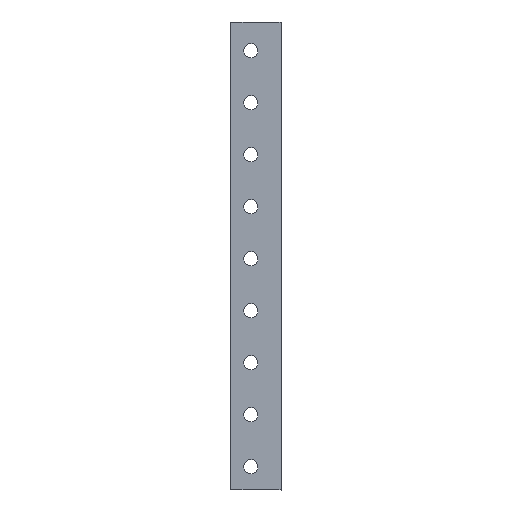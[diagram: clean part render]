
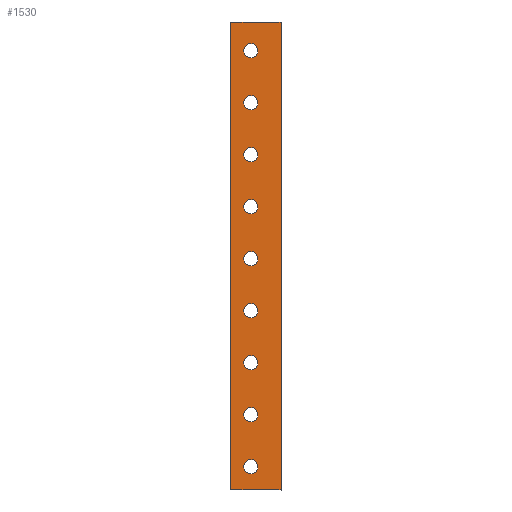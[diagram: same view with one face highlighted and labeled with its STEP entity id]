
A CAD part, left-side view. The second image highlights one B-rep face of the part: STEP entity #1530.
In plain terms, the highlighted planar face has unit normal (-1, 0, 0).
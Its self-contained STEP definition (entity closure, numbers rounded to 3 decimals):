
#59=FACE_BOUND('',#259,.T.);
#60=FACE_BOUND('',#260,.T.);
#61=FACE_BOUND('',#261,.T.);
#62=FACE_BOUND('',#262,.T.);
#63=FACE_BOUND('',#263,.T.);
#64=FACE_BOUND('',#264,.T.);
#65=FACE_BOUND('',#265,.T.);
#66=FACE_BOUND('',#266,.T.);
#67=FACE_BOUND('',#267,.T.);
#122=CIRCLE('',#1644,4.1);
#123=CIRCLE('',#1645,4.1);
#124=CIRCLE('',#1646,4.1);
#125=CIRCLE('',#1647,4.1);
#126=CIRCLE('',#1648,4.1);
#127=CIRCLE('',#1649,4.1);
#128=CIRCLE('',#1650,4.1);
#129=CIRCLE('',#1651,4.1);
#130=CIRCLE('',#1652,4.1);
#177=FACE_OUTER_BOUND('',#258,.T.);
#258=EDGE_LOOP('',(#1044,#1045,#1046,#1047,#1048,#1049));
#259=EDGE_LOOP('',(#1050));
#260=EDGE_LOOP('',(#1051));
#261=EDGE_LOOP('',(#1052));
#262=EDGE_LOOP('',(#1053));
#263=EDGE_LOOP('',(#1054));
#264=EDGE_LOOP('',(#1055));
#265=EDGE_LOOP('',(#1056));
#266=EDGE_LOOP('',(#1057));
#267=EDGE_LOOP('',(#1058));
#381=LINE('',#2213,#519);
#400=LINE('',#2288,#538);
#401=LINE('',#2290,#539);
#402=LINE('',#2292,#540);
#403=LINE('',#2294,#541);
#404=LINE('',#2295,#542);
#519=VECTOR('',#1779,10.);
#538=VECTOR('',#1836,10.);
#539=VECTOR('',#1837,10.);
#540=VECTOR('',#1838,10.);
#541=VECTOR('',#1839,10.);
#542=VECTOR('',#1840,10.);
#651=VERTEX_POINT('',#2199);
#657=VERTEX_POINT('',#2211);
#694=VERTEX_POINT('',#2287);
#695=VERTEX_POINT('',#2289);
#696=VERTEX_POINT('',#2291);
#697=VERTEX_POINT('',#2293);
#698=VERTEX_POINT('',#2296);
#699=VERTEX_POINT('',#2298);
#700=VERTEX_POINT('',#2300);
#701=VERTEX_POINT('',#2302);
#702=VERTEX_POINT('',#2304);
#703=VERTEX_POINT('',#2306);
#704=VERTEX_POINT('',#2308);
#705=VERTEX_POINT('',#2310);
#706=VERTEX_POINT('',#2312);
#797=EDGE_CURVE('',#651,#657,#381,.T.);
#834=EDGE_CURVE('',#694,#657,#400,.T.);
#835=EDGE_CURVE('',#694,#695,#401,.T.);
#836=EDGE_CURVE('',#695,#696,#402,.T.);
#837=EDGE_CURVE('',#696,#697,#403,.T.);
#838=EDGE_CURVE('',#697,#651,#404,.T.);
#839=EDGE_CURVE('',#698,#698,#122,.T.);
#840=EDGE_CURVE('',#699,#699,#123,.T.);
#841=EDGE_CURVE('',#700,#700,#124,.T.);
#842=EDGE_CURVE('',#701,#701,#125,.T.);
#843=EDGE_CURVE('',#702,#702,#126,.T.);
#844=EDGE_CURVE('',#703,#703,#127,.T.);
#845=EDGE_CURVE('',#704,#704,#128,.T.);
#846=EDGE_CURVE('',#705,#705,#129,.T.);
#847=EDGE_CURVE('',#706,#706,#130,.T.);
#1044=ORIENTED_EDGE('',*,*,#797,.T.);
#1045=ORIENTED_EDGE('',*,*,#834,.F.);
#1046=ORIENTED_EDGE('',*,*,#835,.T.);
#1047=ORIENTED_EDGE('',*,*,#836,.T.);
#1048=ORIENTED_EDGE('',*,*,#837,.T.);
#1049=ORIENTED_EDGE('',*,*,#838,.T.);
#1050=ORIENTED_EDGE('',*,*,#839,.T.);
#1051=ORIENTED_EDGE('',*,*,#840,.T.);
#1052=ORIENTED_EDGE('',*,*,#841,.T.);
#1053=ORIENTED_EDGE('',*,*,#842,.T.);
#1054=ORIENTED_EDGE('',*,*,#843,.T.);
#1055=ORIENTED_EDGE('',*,*,#844,.T.);
#1056=ORIENTED_EDGE('',*,*,#845,.T.);
#1057=ORIENTED_EDGE('',*,*,#846,.T.);
#1058=ORIENTED_EDGE('',*,*,#847,.T.);
#1421=PLANE('',#1643);
#1530=ADVANCED_FACE('',(#177,#59,#60,#61,#62,#63,#64,#65,#66,#67),#1421,
 .F.);
#1643=AXIS2_PLACEMENT_3D('',#2286,#1834,#1835);
#1644=AXIS2_PLACEMENT_3D('',#2297,#1841,#1842);
#1645=AXIS2_PLACEMENT_3D('',#2299,#1843,#1844);
#1646=AXIS2_PLACEMENT_3D('',#2301,#1845,#1846);
#1647=AXIS2_PLACEMENT_3D('',#2303,#1847,#1848);
#1648=AXIS2_PLACEMENT_3D('',#2305,#1849,#1850);
#1649=AXIS2_PLACEMENT_3D('',#2307,#1851,#1852);
#1650=AXIS2_PLACEMENT_3D('',#2309,#1853,#1854);
#1651=AXIS2_PLACEMENT_3D('',#2311,#1855,#1856);
#1652=AXIS2_PLACEMENT_3D('',#2313,#1857,#1858);
#1779=DIRECTION('',(0.,0.,1.));
#1834=DIRECTION('center_axis',(1.,0.,0.));
#1835=DIRECTION('ref_axis',(0.,0.,
1.));
#1836=DIRECTION('',(0.,-1.,0.));
#1837=DIRECTION('',(0.,1.,0.));
#1838=DIRECTION('',(0.,0.,-1.));
#1839=DIRECTION('',(0.,-1.,0.));
#1840=DIRECTION('',(0.,-1.,0.));
#1841=DIRECTION('center_axis',(1.,0.,0.));
#1842=DIRECTION('ref_axis',(0.,1.,0.));
#1843=DIRECTION('center_axis',(1.,0.,0.));
#1844=DIRECTION('ref_axis',(0.,1.,0.));
#1845=DIRECTION('center_axis',(1.,0.,0.));
#1846=DIRECTION('ref_axis',(0.,1.,0.));
#1847=DIRECTION('center_axis',(1.,0.,0.));
#1848=DIRECTION('ref_axis',(0.,1.,0.));
#1849=DIRECTION('center_axis',(1.,0.,0.));
#1850=DIRECTION('ref_axis',(0.,1.,0.));
#1851=DIRECTION('center_axis',(1.,0.,0.));
#1852=DIRECTION('ref_axis',(0.,1.,0.));
#1853=DIRECTION('center_axis',(1.,0.,0.));
#1854=DIRECTION('ref_axis',(0.,1.,0.));
#1855=DIRECTION('center_axis',(1.,0.,0.));
#1856=DIRECTION('ref_axis',(0.,1.,0.));
#1857=DIRECTION('center_axis',(1.,0.,0.));
#1858=DIRECTION('ref_axis',(0.,1.,0.));
#2199=CARTESIAN_POINT('',(-64.135,0.,-270.));
#2211=CARTESIAN_POINT('',(-64.135,0.,0.));
#2213=CARTESIAN_POINT('',(-64.135,0.,-135.));
#2286=CARTESIAN_POINT('Origin',(-64.135,-15.505,-135.));
#2287=CARTESIAN_POINT('',(-64.135,4.5,0.));
#2288=CARTESIAN_POINT('',(-64.135,-5.502,0.));
#2289=CARTESIAN_POINT('',(-64.135,28.995,0.));
#2290=CARTESIAN_POINT('',(-64.135,-60.005,0.));
#2291=CARTESIAN_POINT('',(-64.135,28.995,-270.));
#2292=CARTESIAN_POINT('',(-64.135,28.995,0.));
#2293=CARTESIAN_POINT('',(-64.135,4.5,-270.));
#2294=CARTESIAN_POINT('',(-64.135,28.995,-270.));
#2295=CARTESIAN_POINT('',(-64.135,-9.877,-270.));
#2296=CARTESIAN_POINT('',(-64.135,13.395,-256.5));
#2297=CARTESIAN_POINT('Origin',(-64.135,17.495,-256.5));
#2298=CARTESIAN_POINT('',(-64.135,13.395,-226.5));
#2299=CARTESIAN_POINT('Origin',(-64.135,17.495,-226.5));
#2300=CARTESIAN_POINT('',(-64.135,13.395,-196.5));
#2301=CARTESIAN_POINT('Origin',(-64.135,17.495,-196.5));
#2302=CARTESIAN_POINT('',(-64.135,13.395,-166.5));
#2303=CARTESIAN_POINT('Origin',(-64.135,17.495,-166.5));
#2304=CARTESIAN_POINT('',(-64.135,13.395,-136.5));
#2305=CARTESIAN_POINT('Origin',(-64.135,17.495,-136.5));
#2306=CARTESIAN_POINT('',(-64.135,13.395,-106.5));
#2307=CARTESIAN_POINT('Origin',(-64.135,17.495,-106.5));
#2308=CARTESIAN_POINT('',(-64.135,13.395,-76.5));
#2309=CARTESIAN_POINT('Origin',(-64.135,17.495,-76.5));
#2310=CARTESIAN_POINT('',(-64.135,13.395,-46.5));
#2311=CARTESIAN_POINT('Origin',(-64.135,17.495,-46.5));
#2312=CARTESIAN_POINT('',(-64.135,13.395,-16.5));
#2313=CARTESIAN_POINT('Origin',(-64.135,17.495,-16.5));
